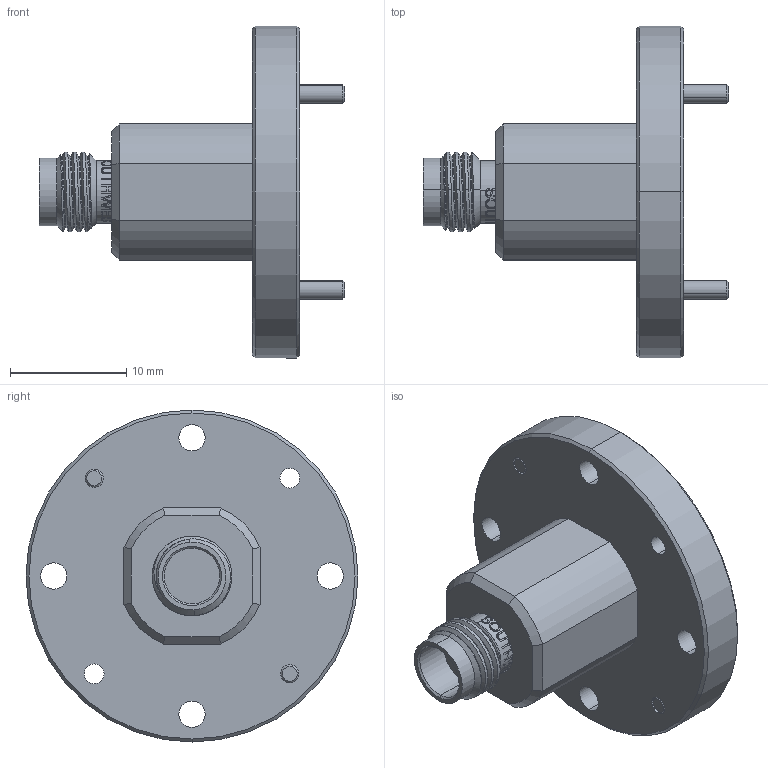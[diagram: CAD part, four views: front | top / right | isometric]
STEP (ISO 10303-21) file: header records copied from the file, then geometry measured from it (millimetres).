
FILE_DESCRIPTION (( 'STEP AP214' ), '1' );
FILE_NAME ('WC-QE-A Step File.STEP', '2022-08-29T18:19:30', ( '' ), ( '' ), 'SwSTEP 2.0', 'SolidWorks 2021', '' );
FILE_SCHEMA (( 'AUTOMOTIVE_DESIGN' ));
Length unit declared in the file: inch
Products named in the file (1): WC-QE-A Step File
Bounding box: 26.29 x 28.57 x 28.57 mm (x, y, z)
Volume: 3866.4 mm3; surface area: 2607.2 mm2
Topology: 3 solids, 12 shells, 232 faces, 560 edges, 360 vertices
Faces by surface type: cylinder 94, plane 77, cone 35, bspline 26
Entity records: 9303 total; most frequent: CARTESIAN_POINT 4309, ORIENTED_EDGE 1120, DIRECTION 860, EDGE_CURVE 560, AXIS2_PLACEMENT_3D 362, VERTEX_POINT 360, EDGE_LOOP 258, B_SPLINE_CURVE_WITH_KNOTS 237
